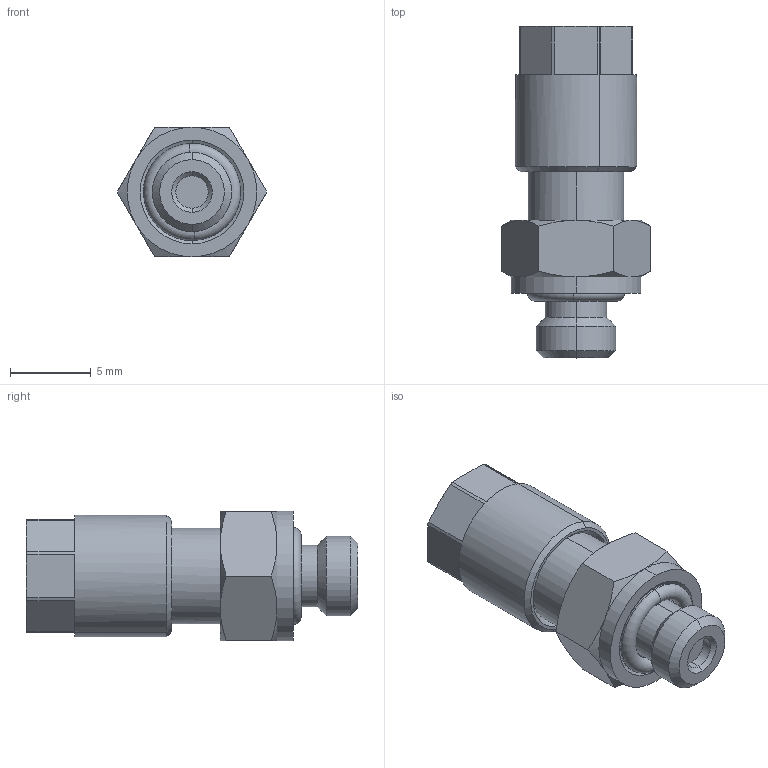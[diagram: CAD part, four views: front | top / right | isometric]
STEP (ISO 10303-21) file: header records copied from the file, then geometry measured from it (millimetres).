
FILE_DESCRIPTION (( 'STEP AP214' ), '1' );
FILE_NAME ('0102100001.step', '2012-09-28T13:18:36', ( '' ), ( '' ), 'SwSTEP 2.0', 'SolidWorks 2012', '' );
FILE_SCHEMA (( 'AUTOMOTIVE_DESIGN' ));
Length unit declared in the file: millimetre
Products named in the file (1): 0102100001
Bounding box: 9.24 x 20.5 x 8 mm (x, y, z)
Volume: 764.3 mm3; surface area: 634 mm2
Topology: 1 solids, 1 shells, 89 faces, 202 edges, 121 vertices
Faces by surface type: cone 33, plane 30, cylinder 14, torus 12
Entity records: 3006 total; most frequent: CARTESIAN_POINT 565, DIRECTION 447, ORIENTED_EDGE 404, EDGE_CURVE 202, AXIS2_PLACEMENT_3D 195, VERTEX_POINT 121, CIRCLE 105, EDGE_LOOP 95
